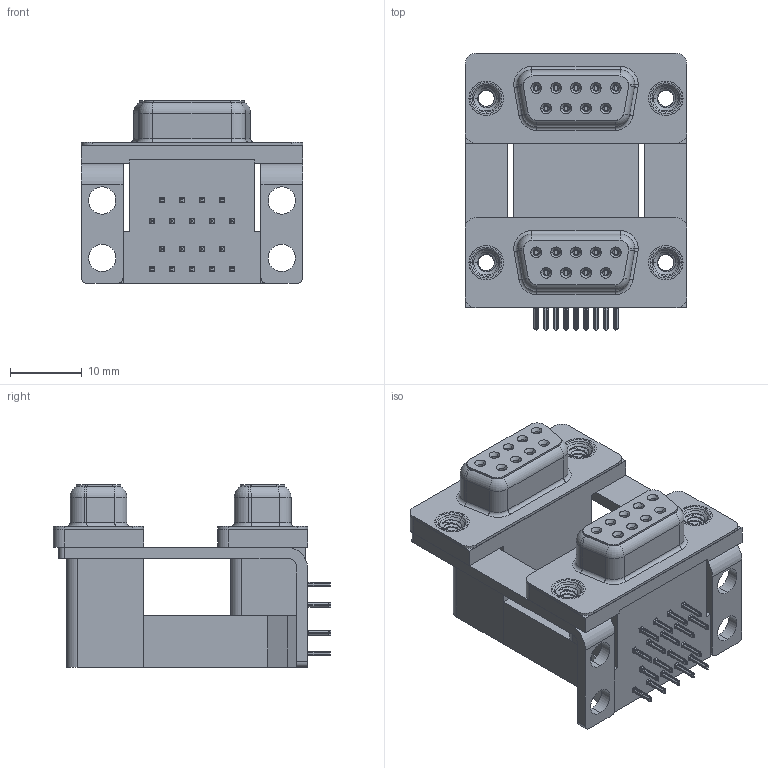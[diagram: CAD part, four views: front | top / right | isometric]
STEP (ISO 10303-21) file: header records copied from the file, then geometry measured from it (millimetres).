
FILE_DESCRIPTION (( 'STEP AP203' ), '1' );
FILE_NAME ('662-009-364-008.STEP', '2022-06-16T19:59:08', ( '' ), ( '' ), 'SwSTEP 2.0', 'SolidWorks 2020', '' );
FILE_SCHEMA (( 'CONFIG_CONTROL_DESIGN' ));
Length unit declared in the file: millimetre
Products named in the file (11): 662 Contact Bottom Lower; 662 Housing Lower_09 Contacts; 662 Housing Spacer_09 Contacts H; 662 Threaded Rivet_4-40; 662 Mounting Bracket_NoneH; 662 Housing Upper_09 Contacts H; 662 Contact Top Upper_H; 662-009-364-008; 662 Contact Top Lower; 662 Shell_09 Contacts; 662 Contact Bottom Upper_H
Assembly tree (29 placements, depth 2):
  662-009-364-008
    662 Housing Lower_09 Contacts
    662 Housing Spacer_09 Contacts H
    662 Housing Upper_09 Contacts H
    662 Shell_09 Contacts  x2
    662 Contact Bottom Lower  x4
    662 Contact Top Lower  x5
    662 Contact Bottom Upper_H  x4
    662 Contact Top Upper_H  x5
    662 Mounting Bracket_NoneH  x2
    662 Threaded Rivet_4-40  x4
Bounding box: 30.81 x 38.59 x 25.4 mm (x, y, z)
Volume: 11822.7 mm3; surface area: 13678.4 mm2
Topology: 29 solids, 29 shells, 3110 faces, 8120 edges, 5104 vertices
Faces by surface type: plane 1374, cylinder 796, bspline 628, cone 236, torus 76
Entity records: 41863 total; most frequent: CARTESIAN_POINT 14650, ORIENTED_EDGE 5598, DIRECTION 4752, EDGE_CURVE 2799, VERTEX_POINT 1781, VECTOR 1766, LINE 1766, AXIS2_PLACEMENT_3D 1493
